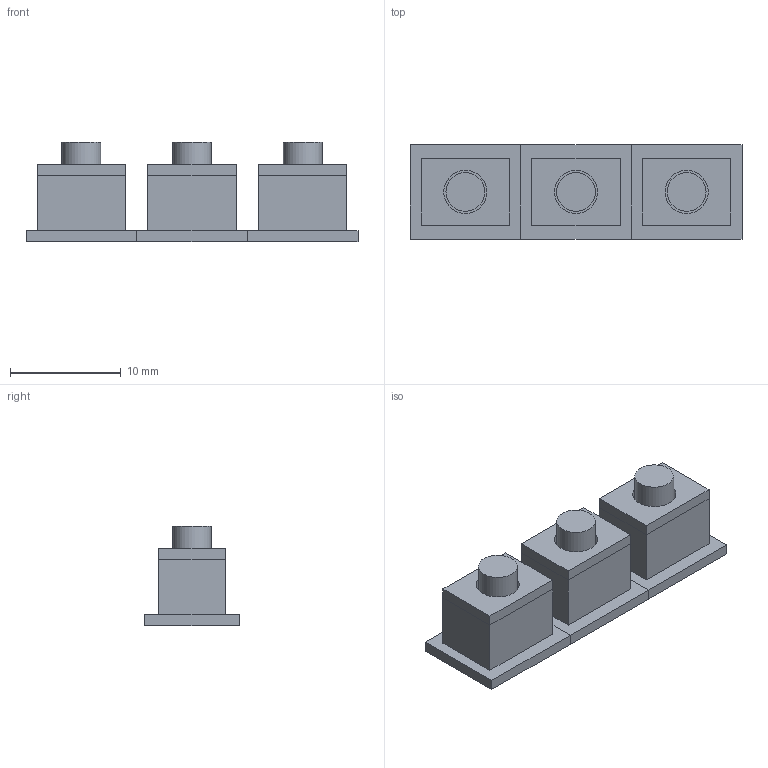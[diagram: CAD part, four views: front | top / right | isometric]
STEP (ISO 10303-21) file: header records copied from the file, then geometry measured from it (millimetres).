
FILE_DESCRIPTION(('FreeCAD Model'),'2;1');
FILE_NAME('Open CASCADE Shape Model','2024-05-23T22:12:29',(''),(''), 'Open CASCADE STEP processor 7.6','FreeCAD','Unknown');
FILE_SCHEMA(('AUTOMOTIVE_DESIGN { 1 0 10303 214 1 1 1 1 }'));
Length unit declared in the file: millimetre
Products named in the file (3): Buttons; Populate LinearArray with Body001; Populate LinearArray with Body
Assembly tree (2 placements, depth 2):
  Buttons
    Populate LinearArray with Body001
    Populate LinearArray with Body
Bounding box: 30 x 8.5 x 9 mm (x, y, z)
Volume: 968.6 mm3; surface area: 2031.1 mm2
Topology: 6 solids, 6 shells, 105 faces, 216 edges, 138 vertices
Faces by surface type: plane 87, cylinder 12, torus 6
Full cylindrical faces by diameter (mm): 3.5 x6, 3.9 x6
Entity records: 2834 total; most frequent: DIRECTION 468, CARTESIAN_POINT 462, ORIENTED_EDGE 432, EDGE_CURVE 216, LINE 180, VECTOR 180, AXIS2_PLACEMENT_3D 144, VERTEX_POINT 138
